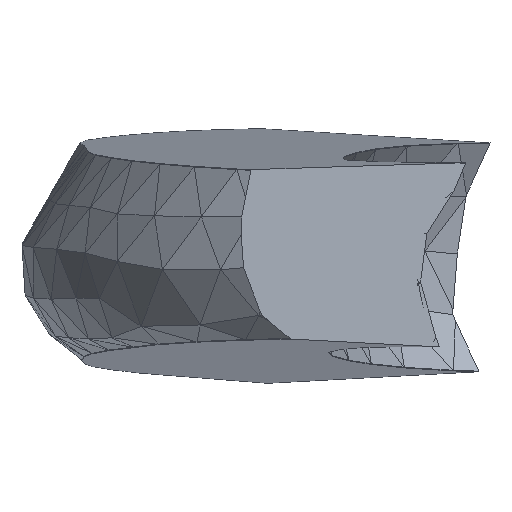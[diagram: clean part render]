
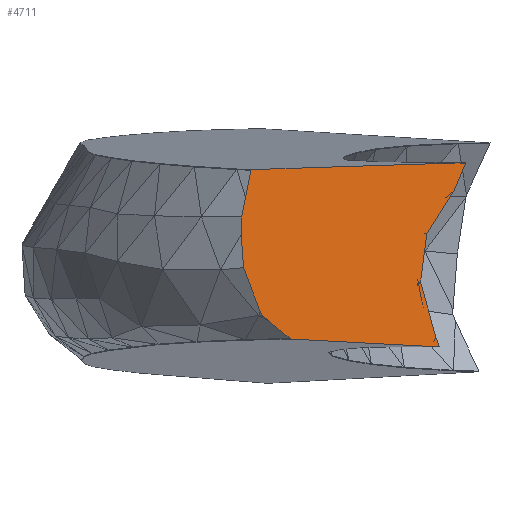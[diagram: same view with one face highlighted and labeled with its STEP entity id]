
A CAD part, front view. The second image highlights one B-rep face of the part: STEP entity #4711.
In plain terms, the highlighted planar face has unit normal (0.705, -0.708, 0.039).
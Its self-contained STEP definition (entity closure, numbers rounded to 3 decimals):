
#15=FACE_OUTER_BOUND('',#358,.T.);
#358=EDGE_LOOP('',(#3032,#3033,#3034,#3035,#3036,#3037,#3038,#3039,#3040,
#3041,#3042,#3043,#3044,#3045,#3046,#3047,#3048,#3049,#3050,#3051));
#701=LINE('',#6771,#1369);
#702=LINE('',#6773,#1370);
#703=LINE('',#6775,#1371);
#704=LINE('',#6777,#1372);
#705=LINE('',#6779,#1373);
#706=LINE('',#6781,#1374);
#707=LINE('',#6783,#1375);
#708=LINE('',#6785,#1376);
#709=LINE('',#6787,#1377);
#710=LINE('',#6789,#1378);
#711=LINE('',#6791,#1379);
#712=LINE('',#6793,#1380);
#713=LINE('',#6795,#1381);
#714=LINE('',#6797,#1382);
#715=LINE('',#6799,#1383);
#716=LINE('',#6801,#1384);
#717=LINE('',#6803,#1385);
#718=LINE('',#6805,#1386);
#719=LINE('',#6807,#1387);
#720=LINE('',#6808,#1388);
#1369=VECTOR('',#5415,10.);
#1370=VECTOR('',#5416,10.);
#1371=VECTOR('',#5417,10.);
#1372=VECTOR('',#5418,10.);
#1373=VECTOR('',#5419,10.);
#1374=VECTOR('',#5420,10.);
#1375=VECTOR('',#5421,10.);
#1376=VECTOR('',#5422,10.);
#1377=VECTOR('',#5423,10.);
#1378=VECTOR('',#5424,10.);
#1379=VECTOR('',#5425,10.);
#1380=VECTOR('',#5426,10.);
#1381=VECTOR('',#5427,10.);
#1382=VECTOR('',#5428,10.);
#1383=VECTOR('',#5429,10.);
#1384=VECTOR('',#5430,10.);
#1385=VECTOR('',#5431,10.);
#1386=VECTOR('',#5432,10.);
#1387=VECTOR('',#5433,10.);
#1388=VECTOR('',#5434,10.);
#2037=VERTEX_POINT('',#6769);
#2038=VERTEX_POINT('',#6770);
#2039=VERTEX_POINT('',#6772);
#2040=VERTEX_POINT('',#6774);
#2041=VERTEX_POINT('',#6776);
#2042=VERTEX_POINT('',#6778);
#2043=VERTEX_POINT('',#6780);
#2044=VERTEX_POINT('',#6782);
#2045=VERTEX_POINT('',#6784);
#2046=VERTEX_POINT('',#6786);
#2047=VERTEX_POINT('',#6788);
#2048=VERTEX_POINT('',#6790);
#2049=VERTEX_POINT('',#6792);
#2050=VERTEX_POINT('',#6794);
#2051=VERTEX_POINT('',#6796);
#2052=VERTEX_POINT('',#6798);
#2053=VERTEX_POINT('',#6800);
#2054=VERTEX_POINT('',#6802);
#2055=VERTEX_POINT('',#6804);
#2056=VERTEX_POINT('',#6806);
#2364=EDGE_CURVE('',#2037,#2038,#701,.T.);
#2365=EDGE_CURVE('',#2039,#2037,#702,.T.);
#2366=EDGE_CURVE('',#2040,#2039,#703,.T.);
#2367=EDGE_CURVE('',#2041,#2040,#704,.T.);
#2368=EDGE_CURVE('',#2042,#2041,#705,.T.);
#2369=EDGE_CURVE('',#2043,#2042,#706,.T.);
#2370=EDGE_CURVE('',#2044,#2043,#707,.T.);
#2371=EDGE_CURVE('',#2045,#2044,#708,.T.);
#2372=EDGE_CURVE('',#2046,#2045,#709,.T.);
#2373=EDGE_CURVE('',#2047,#2046,#710,.T.);
#2374=EDGE_CURVE('',#2048,#2047,#711,.T.);
#2375=EDGE_CURVE('',#2049,#2048,#712,.T.);
#2376=EDGE_CURVE('',#2050,#2049,#713,.T.);
#2377=EDGE_CURVE('',#2051,#2050,#714,.T.);
#2378=EDGE_CURVE('',#2052,#2051,#715,.T.);
#2379=EDGE_CURVE('',#2053,#2052,#716,.T.);
#2380=EDGE_CURVE('',#2054,#2053,#717,.T.);
#2381=EDGE_CURVE('',#2055,#2054,#718,.T.);
#2382=EDGE_CURVE('',#2056,#2055,#719,.T.);
#2383=EDGE_CURVE('',#2038,#2056,#720,.T.);
#3032=ORIENTED_EDGE('',*,*,#2364,.F.);
#3033=ORIENTED_EDGE('',*,*,#2365,.F.);
#3034=ORIENTED_EDGE('',*,*,#2366,.F.);
#3035=ORIENTED_EDGE('',*,*,#2367,.F.);
#3036=ORIENTED_EDGE('',*,*,#2368,.F.);
#3037=ORIENTED_EDGE('',*,*,#2369,.F.);
#3038=ORIENTED_EDGE('',*,*,#2370,.F.);
#3039=ORIENTED_EDGE('',*,*,#2371,.F.);
#3040=ORIENTED_EDGE('',*,*,#2372,.F.);
#3041=ORIENTED_EDGE('',*,*,#2373,.F.);
#3042=ORIENTED_EDGE('',*,*,#2374,.F.);
#3043=ORIENTED_EDGE('',*,*,#2375,.F.);
#3044=ORIENTED_EDGE('',*,*,#2376,.F.);
#3045=ORIENTED_EDGE('',*,*,#2377,.F.);
#3046=ORIENTED_EDGE('',*,*,#2378,.F.);
#3047=ORIENTED_EDGE('',*,*,#2379,.F.);
#3048=ORIENTED_EDGE('',*,*,#2380,.F.);
#3049=ORIENTED_EDGE('',*,*,#2381,.F.);
#3050=ORIENTED_EDGE('',*,*,#2382,.F.);
#3051=ORIENTED_EDGE('',*,*,#2383,.F.);
#4368=PLANE('',#5068);
#4711=ADVANCED_FACE('',(#15),#4368,.F.);
#5068=AXIS2_PLACEMENT_3D('',#6768,#5413,#5414);
#5413=DIRECTION('center_axis',(-0.705,0.708,-0.039));
#5414=DIRECTION('ref_axis',(-0.055,0.,0.998));
#5415=DIRECTION('',(-0.382,-0.333,0.862));
#5416=DIRECTION('',(-0.602,-0.569,0.561));
#5417=DIRECTION('',(-0.625,-0.596,0.504));
#5418=DIRECTION('',(-0.001,0.054,0.999));
#5419=DIRECTION('',(-0.709,-0.704,0.038));
#5420=DIRECTION('',(0.001,-0.054,-0.999));
#5421=DIRECTION('',(0.329,0.279,-0.902));
#5422=DIRECTION('',(0.264,0.211,-0.941));
#5423=DIRECTION('',(0.092,0.037,-0.995));
#5424=DIRECTION('',(-0.127,-0.18,-0.975));
#5425=DIRECTION('',(-0.461,-0.499,-0.734));
#5426=DIRECTION('',(-0.355,-0.4,-0.845));
#5427=DIRECTION('',(0.155,0.1,-0.983));
#5428=DIRECTION('',(0.708,0.706,0.023));
#5429=DIRECTION('',(-0.055,0.,0.998));
#5430=DIRECTION('',(0.186,0.238,0.953));
#5431=DIRECTION('',(0.195,0.247,0.949));
#5432=DIRECTION('',(0.023,0.078,0.997));
#5433=DIRECTION('',(-0.068,-0.013,0.998));
#5434=DIRECTION('',(-0.341,-0.291,0.894));
#6768=CARTESIAN_POINT('Origin',(-1.547,92.868,1007.238));
#6769=CARTESIAN_POINT('',(-13.618,80.728,1005.218));
#6770=CARTESIAN_POINT('',(-13.668,80.685,1005.33));
#6771=CARTESIAN_POINT('',(-12.29,81.887,1002.219));
#6772=CARTESIAN_POINT('',(-13.398,80.936,1005.013));
#6773=CARTESIAN_POINT('',(-9.565,84.56,1001.438));
#6774=CARTESIAN_POINT('',(-12.681,81.619,1004.434));
#6775=CARTESIAN_POINT('',(-8.815,85.301,1001.318));
#6776=CARTESIAN_POINT('',(-12.681,81.618,1004.415));
#6777=CARTESIAN_POINT('',(-12.682,81.711,1006.132));
#6778=CARTESIAN_POINT('',(-7.766,86.502,1004.154));
#6779=CARTESIAN_POINT('',(-0.109,94.11,1003.748));
#6780=CARTESIAN_POINT('',(-7.766,86.503,1004.174));
#6781=CARTESIAN_POINT('',(-7.767,86.595,1005.871));
#6782=CARTESIAN_POINT('',(-7.876,86.41,1004.474));
#6783=CARTESIAN_POINT('',(-7.61,86.635,1003.747));
#6784=CARTESIAN_POINT('',(-8.368,86.016,1006.234));
#6785=CARTESIAN_POINT('',(-7.787,86.481,1004.157));
#6786=CARTESIAN_POINT('',(-8.377,86.012,1006.326));
#6787=CARTESIAN_POINT('',(-8.374,86.013,1006.3));
#6788=CARTESIAN_POINT('',(-8.174,86.3,1007.881));
#6789=CARTESIAN_POINT('',(-8.192,86.274,1007.741));
#6790=CARTESIAN_POINT('',(-7.276,87.273,1009.311));
#6791=CARTESIAN_POINT('',(-6.794,87.796,1010.08));
#6792=CARTESIAN_POINT('',(-6.901,87.696,1010.205));
#6793=CARTESIAN_POINT('',(-6.743,87.874,1010.582));
#6794=CARTESIAN_POINT('',(-6.904,87.694,1010.225));
#6795=CARTESIAN_POINT('',(-6.562,87.916,1008.046));
#6796=CARTESIAN_POINT('',(-13.971,80.639,1009.996));
#6797=CARTESIAN_POINT('',(0.669,95.254,1010.471));
#6798=CARTESIAN_POINT('',(-13.97,80.639,1009.976));
#6799=CARTESIAN_POINT('',(-13.878,80.639,1008.293));
#6800=CARTESIAN_POINT('',(-14.147,80.413,1009.07));
#6801=CARTESIAN_POINT('',(-13.726,80.951,1011.228));
#6802=CARTESIAN_POINT('',(-14.277,80.248,1008.436));
#6803=CARTESIAN_POINT('',(-13.683,80.999,1011.328));
#6804=CARTESIAN_POINT('',(-14.291,80.203,1007.857));
#6805=CARTESIAN_POINT('',(-14.276,80.253,1008.492));
#6806=CARTESIAN_POINT('',(-14.216,80.217,1006.767));
#6807=CARTESIAN_POINT('',(-14.199,80.221,1006.508));
#6808=CARTESIAN_POINT('',(-12.899,81.341,1003.314));
